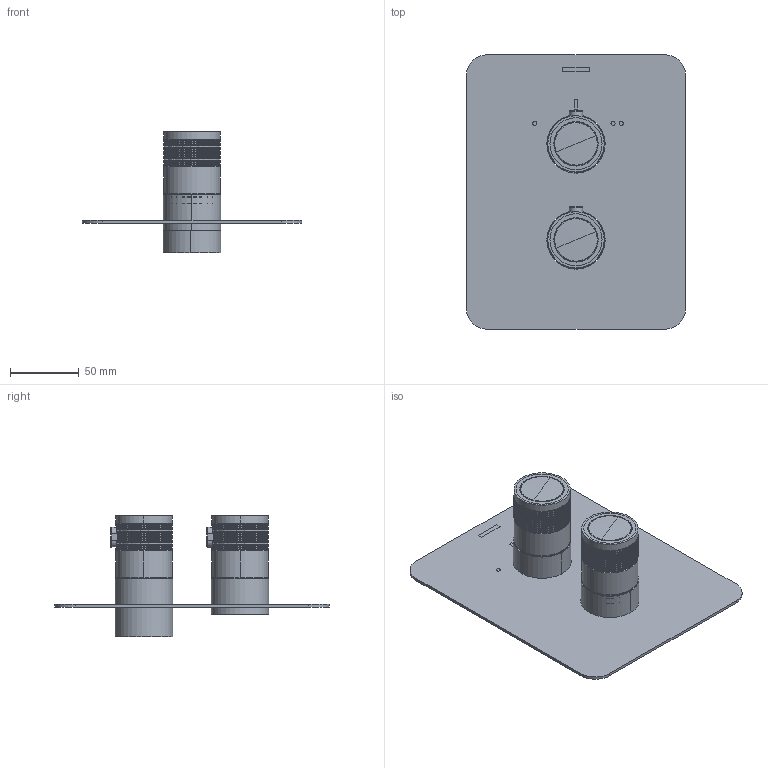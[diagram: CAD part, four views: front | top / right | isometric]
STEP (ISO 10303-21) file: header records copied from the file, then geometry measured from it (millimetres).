
FILE_DESCRIPTION (( 'STEP AP203' ), '1' );
FILE_NAME ('848722SIX.STEP', '2025-02-05T10:59:11', ( '' ), ( '' ), 'SwSTEP 2.0', 'SolidWorks 2021', '' );
FILE_SCHEMA (( 'CONFIG_CONTROL_DESIGN' ));
Length unit declared in the file: millimetre
Products named in the file (1): 848722SIX
Bounding box: 160 x 200 x 88.51 mm (x, y, z)
Volume: 97780.7 mm3; surface area: 120518.2 mm2
Topology: 13 solids, 13 shells, 6610 faces, 15984 edges, 10620 vertices
Faces by surface type: plane 2574, cone 2552, cylinder 1434, torus 42, sphere 8
Entity records: 200043 total; most frequent: CARTESIAN_POINT 49393, ORIENTED_EDGE 31968, DIRECTION 29572, EDGE_CURVE 15984, AXIS2_PLACEMENT_3D 12115, VERTEX_POINT 10620, EDGE_LOOP 7886, ADVANCED_FACE 6610
